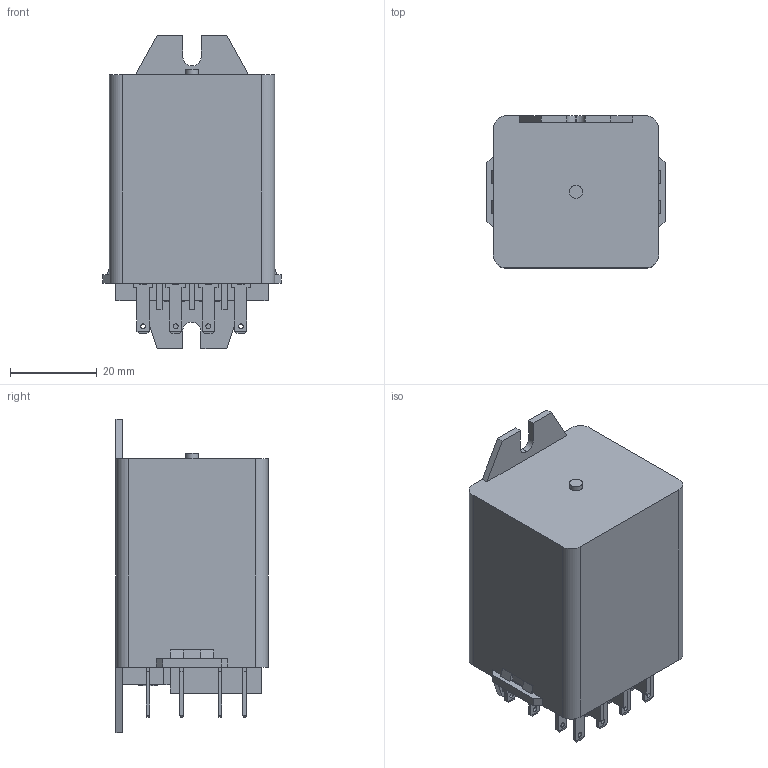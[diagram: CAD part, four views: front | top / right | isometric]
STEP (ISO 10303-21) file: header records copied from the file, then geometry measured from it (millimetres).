
FILE_DESCRIPTION (( 'STEP AP203' ), '1' );
FILE_NAME ('ØÐÂÈ.647115.001-66 Ðåëå ÐÝÊ59 ñ âûâîäîì 2,8 2.STEP', '2022-04-21T01:09:29', ( '' ), ( '' ), 'SwSTEP 2.0', 'SolidWorks 2018', '' );
FILE_SCHEMA (( 'CONFIG_CONTROL_DESIGN' ));
Length unit declared in the file: millimetre
Products named in the file (1): ØÐÂÈ.647115.001-66 Ðåëå ÐÝÊ59 ñ âûâîäîì 2,8  2
Bounding box: 41 x 35 x 72 mm (x, y, z)
Volume: 19101.1 mm3; surface area: 23367.3 mm2
Topology: 21 solids, 21 shells, 1089 faces, 2751 edges, 1738 vertices
Faces by surface type: plane 618, cylinder 359, torus 112
Full cylindrical faces by diameter (mm): 0.3 x1, 0.301 x1, 0.416 x1, 0.433 x1, 1.1 x14, 2.497 x2, 2.5 x2, 2.6 x2, 3 x1, 4.5 x2
Entity records: 32383 total; most frequent: CARTESIAN_POINT 5736, DIRECTION 5616, ORIENTED_EDGE 5440, EDGE_CURVE 2720, LINE 1876, VECTOR 1876, AXIS2_PLACEMENT_3D 1870, VERTEX_POINT 1734
